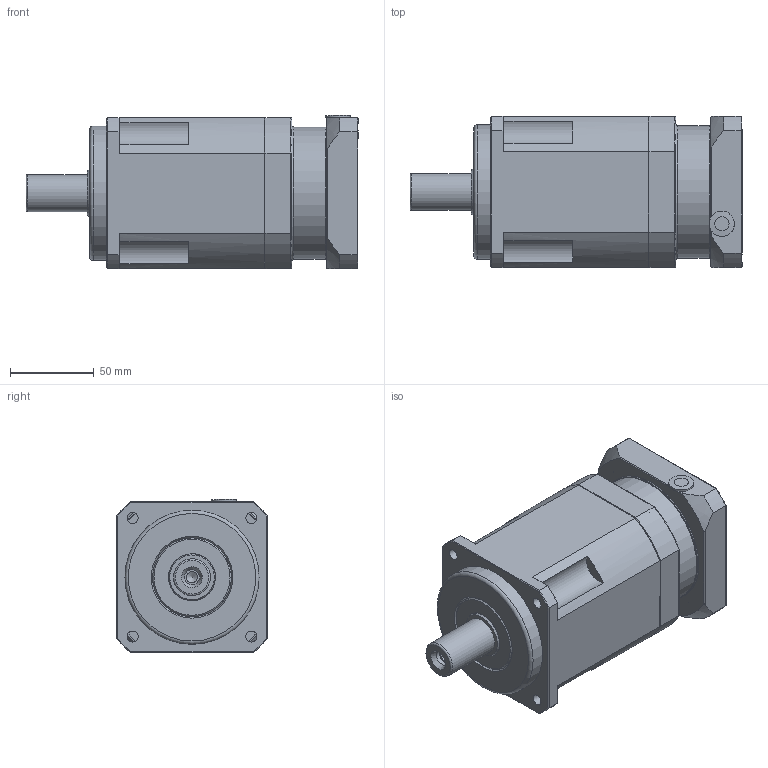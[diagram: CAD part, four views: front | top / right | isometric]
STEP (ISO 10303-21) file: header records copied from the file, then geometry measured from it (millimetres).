
FILE_DESCRIPTION(/* description */ (''),/* implementation_level */ '2;1');
FILE_NAME(/* name */ 'NP090A00A2-090B-S1.stp',/* time_stamp */ '2018-08-10T14:13:59+09:00',/* author */ ('Y.J.JI'),/* organization */ (''),/* preprocessor_version */ 'ST-DEVELOPER v15.6',/* originating_system */ 'Autodesk Inventor 2015',/* authorisation */ '');
FILE_SCHEMA (('AUTOMOTIVE_DESIGN { 1 0 10303 214 3 1 1 }'));
Length unit declared in the file: millimetre
Products named in the file (1): NP090A00A2-090B-S1
Bounding box: 198 x 90 x 91.5 mm (x, y, z)
Volume: 684205.4 mm3; surface area: 133146.7 mm2
Topology: 2 solids, 19 shells, 444 faces, 1055 edges, 675 vertices
Faces by surface type: plane 204, cylinder 128, cone 69, torus 39, sphere 4
Full cylindrical faces by diameter (mm): 4.134 x10, 4.917 x5, 5 x10, 5.5 x10, 6 x1, 6.6 x5, 6.647 x1, 7 x1, 8 x1, 8.5 x11, 9 x11, 10 x1, 15 x1, 19 x1, 22 x1, 23 x1, 28 x2, 47 x2, 58 x1, 61 x1, 78 x1, 79 x1, 80 x1, 83 x1
Entity records: 12248 total; most frequent: CARTESIAN_POINT 2698, DIRECTION 1941, ORIENTED_EDGE 1674, EDGE_CURVE 837, AXIS2_PLACEMENT_3D 813, EDGE_LOOP 659, VERTEX_POINT 608, FACE_OUTER_BOUND 444
